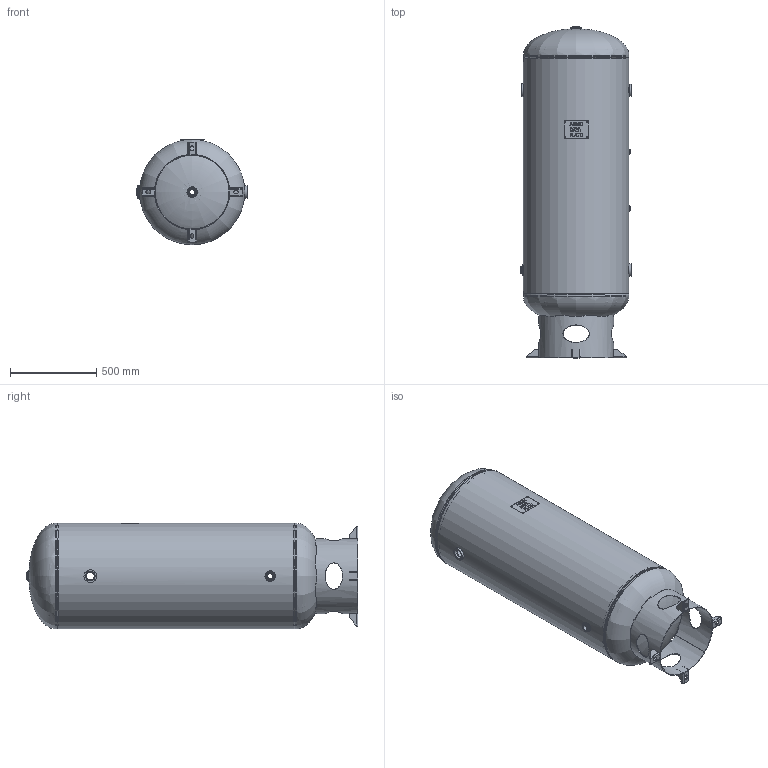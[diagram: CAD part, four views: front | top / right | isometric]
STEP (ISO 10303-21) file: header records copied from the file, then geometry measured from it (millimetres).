
FILE_DESCRIPTION(/* description */ ('24 X 67 200# VERT ASME STOCK 120 GAL'),/* implementation_level */ '2;1');
FILE_NAME(/* name */ 'SPVG_A10049.stp',/* time_stamp */ '2021-02-06T09:42:01-06:00',/* author */ ('kim.thoune'),/* organization */ ('STEEL FAB'),/* preprocessor_version */ 'ST-DEVELOPER v17.2',/* originating_system */ 'Autodesk Inventor 2019',/* authorisation */ ' N/A');
FILE_SCHEMA (('CONFIG_CONTROL_DESIGN'));
Length unit declared in the file: inch
Products named in the file (16): A10049; 37-4089; A10049-3HD; 910-822; A10049-2HD; 910-822_1; F101501; F100500; F100250; F101000; S102230; S102230-1MAR; S101519-P; 60-140; 64-053; 46-4134
Assembly tree (21 placements, depth 3):
  A10049
    37-4089
    A10049-3HD
      910-822
    A10049-2HD
      910-822_1
    46-4134  x2
    F101501
    F101000  x3
    F100500
    F100250
    S102230
      S102230-1MAR
      S101519-P  x4
    60-140
      64-053
Bounding box: 640.59 x 1921.31 x 610.81 mm (x, y, z)
Volume: 17011171.7 mm3; surface area: 7770264 mm2
Topology: 17 solids, 17 shells, 433 faces, 1179 edges, 809 vertices
Faces by surface type: plane 256, cylinder 77, bspline 61, torus 31, cone 8
Full cylindrical faces by diameter (mm): 6.35 x4, 11.455 x1, 18.644 x1, 26.175 x1, 26.987 x1, 30.302 x3, 30.95 x1, 43.256 x3, 44.45 x3, 44.844 x1, 44.856 x1, 46.037 x2, 55.169 x2, 57.547 x1, 59.144 x1, 60.325 x3, 65.1 x2, 68.263 x3, 73.025 x2, 428.015 x1, 434.975 x1, 592.404 x2, 600.075 x2, 600.1 x1, 601.929 x2, 609.6 x3
Entity records: 14494 total; most frequent: CARTESIAN_POINT 5477, ORIENTED_EDGE 1832, DIRECTION 1608, EDGE_CURVE 916, VERTEX_POINT 628, AXIS2_PLACEMENT_3D 540, LINE 528, VECTOR 528
